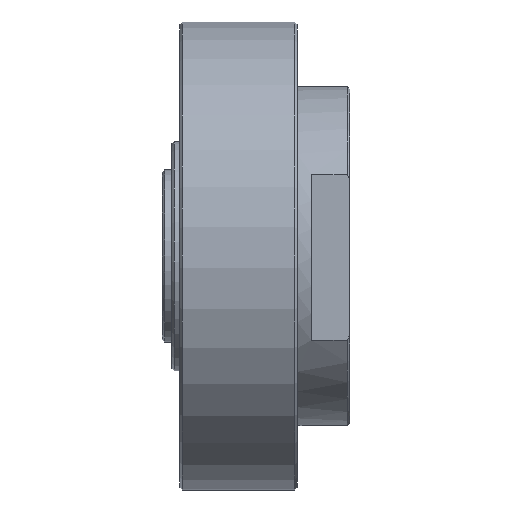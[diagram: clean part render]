
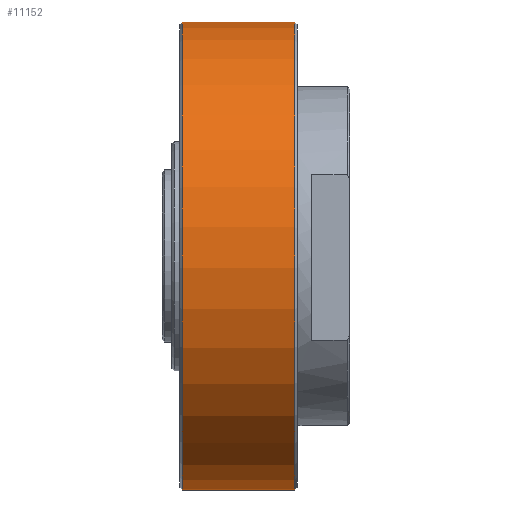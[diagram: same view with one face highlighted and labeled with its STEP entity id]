
A CAD part, front view. The second image highlights one B-rep face of the part: STEP entity #11152.
In plain terms, the highlighted cylindrical face has radius 49 mm (diameter 98 mm), a full revolution.
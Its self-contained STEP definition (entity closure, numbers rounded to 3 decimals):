
#708=FACE_OUTER_BOUND('',#1390,.T.);
#1390=EDGE_LOOP('',(#9063,#9064,#9065,#9066,#9067));
#1764=CIRCLE('',#11981,49.);
#1765=CIRCLE('',#11982,49.);
#1766=CIRCLE('',#11985,49.);
#3209=LINE('',#34762,#3697);
#3697=VECTOR('',#13851,49.);
#4710=VERTEX_POINT('',#34599);
#4711=VERTEX_POINT('',#34600);
#4712=VERTEX_POINT('',#34761);
#6265=EDGE_CURVE('',#4710,#4711,#1764,.T.);
#6267=EDGE_CURVE('',#4711,#4710,#1765,.T.);
#6270=EDGE_CURVE('',#4711,#4712,#3209,.T.);
#6271=EDGE_CURVE('',#4712,#4712,#1766,.T.);
#9063=ORIENTED_EDGE('',*,*,#6265,.T.);
#9064=ORIENTED_EDGE('',*,*,#6270,.T.);
#9065=ORIENTED_EDGE('',*,*,#6271,.F.);
#9066=ORIENTED_EDGE('',*,*,#6270,.F.);
#9067=ORIENTED_EDGE('',*,*,#6267,.T.);
#10550=CYLINDRICAL_SURFACE('',#11984,49.);
#11152=ADVANCED_FACE('',(#708),#10550,.T.);
#11981=AXIS2_PLACEMENT_3D('',#34601,#13842,#13843);
#11982=AXIS2_PLACEMENT_3D('',#34603,#13845,#13846);
#11984=AXIS2_PLACEMENT_3D('',#34760,#13849,#13850);
#11985=AXIS2_PLACEMENT_3D('',#34763,#13852,#13853);
#13842=DIRECTION('center_axis',(-1.,0.,0.));
#13843=DIRECTION('ref_axis',(0.,0.391,-0.921));
#13845=DIRECTION('center_axis',(-1.,0.,0.));
#13846=DIRECTION('ref_axis',(0.,0.391,-0.921));
#13849=DIRECTION('center_axis',(1.,0.,0.));
#13850=DIRECTION('ref_axis',(0.,-0.391,0.921));
#13851=DIRECTION('',(-1.,0.,0.));
#13852=DIRECTION('center_axis',(-1.,0.,0.));
#13853=DIRECTION('ref_axis',(0.,0.391,-0.921));
#34599=CARTESIAN_POINT('',(-11.5,-19.146,45.105));
#34600=CARTESIAN_POINT('',(-11.5,19.146,-45.105));
#34601=CARTESIAN_POINT('Origin',(-11.5,0.,0.));
#34603=CARTESIAN_POINT('Origin',(-11.5,0.,0.));
#34760=CARTESIAN_POINT('Origin',(-40.425,0.,0.));
#34761=CARTESIAN_POINT('',(-35.,19.146,-45.105));
#34762=CARTESIAN_POINT('',(-40.425,19.146,-45.105));
#34763=CARTESIAN_POINT('Origin',(-35.,0.,0.));
